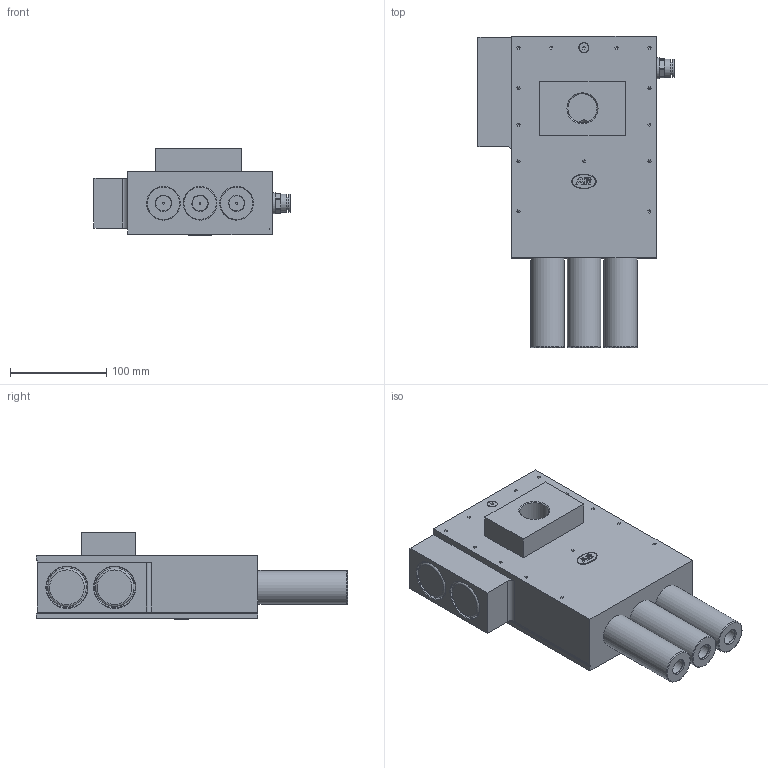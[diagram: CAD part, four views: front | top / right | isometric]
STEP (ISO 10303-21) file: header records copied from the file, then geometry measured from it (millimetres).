
FILE_DESCRIPTION(/* description */ (''),/* implementation_level */ '2;1');
FILE_NAME(/* name */ 'cvk10.stp',/* time_stamp */ '2021-09-09T12:22:31+02:00',/* author */ ('enginyeria'),/* organization */ (''),/* preprocessor_version */ 'ST-DEVELOPER v17.2',/* originating_system */ 'Autodesk Inventor 2019',/* authorisation */ '');
FILE_SCHEMA (('CONFIG_CONTROL_DESIGN'));
Length unit declared in the file: millimetre
Products named in the file (1): Pieza22
Bounding box: 203.6 x 323 x 90.1 mm (x, y, z)
Volume: 2715957.2 mm3; surface area: 210556.9 mm2
Topology: 3 solids, 36 shells, 668 faces, 1665 edges, 1111 vertices
Faces by surface type: plane 438, cylinder 126, cone 52, bspline 46, torus 6
Full cylindrical faces by diameter (mm): 2 x3, 3.5 x6, 5 x4, 5.5 x2, 6.647 x3, 10 x2, 10.2 x1, 12 x1, 13.6 x1, 14.6 x1, 14.95 x2, 16 x3, 17 x6, 18.8 x1, 19 x1, 22 x1, 23 x3, 30.291 x1, 35 x3, 40 x2, 42.8 x2
Entity records: 22069 total; most frequent: CARTESIAN_POINT 6790, ORIENTED_EDGE 3264, DIRECTION 2920, EDGE_CURVE 1632, VERTEX_POINT 1111, AXIS2_PLACEMENT_3D 975, LINE 970, VECTOR 970
